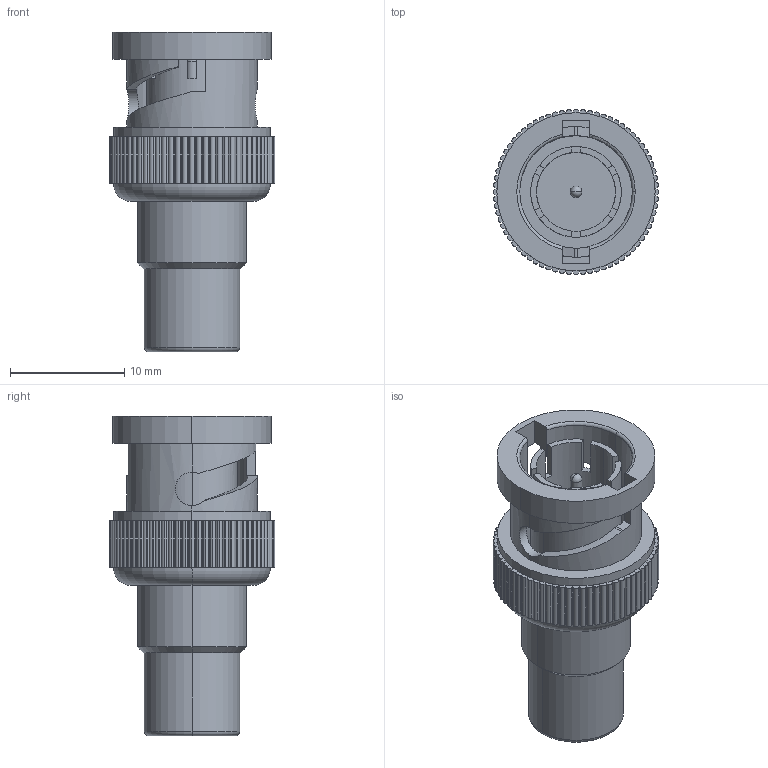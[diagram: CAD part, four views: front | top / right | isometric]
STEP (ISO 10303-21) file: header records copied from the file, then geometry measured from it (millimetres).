
FILE_DESCRIPTION (( 'STEP AP203' ), '1' );
FILE_NAME ('BA018.STEP', '2006-06-30T20:18:26', ( ' ' ), ( ' ' ), 'SwSTEP 2.0', 'SolidWorks 2005354', '' );
FILE_SCHEMA (( 'CONFIG_CONTROL_DESIGN' ));
Length unit declared in the file: inch
Products named in the file (1): BA018
Bounding box: 14.48 x 14.48 x 27.94 mm (x, y, z)
Volume: 1720.7 mm3; surface area: 2493.2 mm2
Topology: 1 solids, 1 shells, 332 faces, 961 edges, 636 vertices
Faces by surface type: plane 188, cylinder 127, torus 7, bspline 6, sphere 2, cone 2
Entity records: 11460 total; most frequent: CARTESIAN_POINT 2476, ORIENTED_EDGE 1914, DIRECTION 1851, EDGE_CURVE 957, VERTEX_POINT 634, VECTOR 633, LINE 633, AXIS2_PLACEMENT_3D 609
